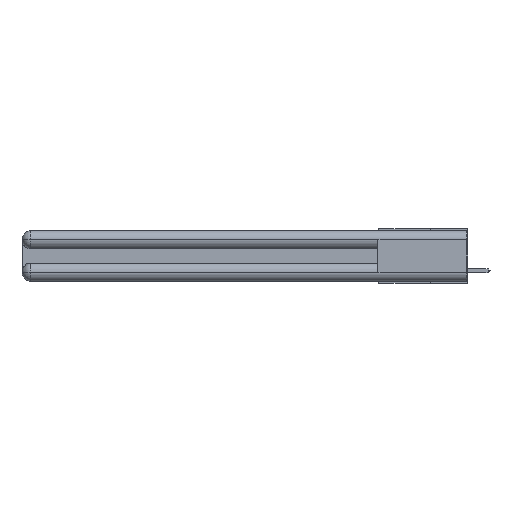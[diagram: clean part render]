
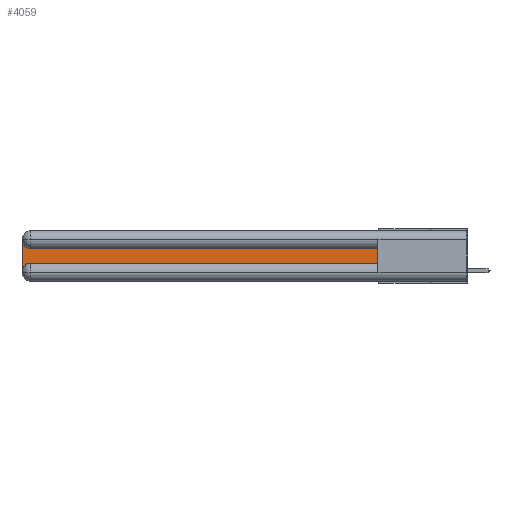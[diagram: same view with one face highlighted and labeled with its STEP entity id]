
A CAD part, left-side view. The second image highlights one B-rep face of the part: STEP entity #4059.
In plain terms, the highlighted planar face has unit normal (-1, 0, 0).
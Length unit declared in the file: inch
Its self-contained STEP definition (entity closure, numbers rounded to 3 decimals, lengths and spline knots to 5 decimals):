
#61 = VERTEX_POINT ( 'NONE', #18060 ) ;
#398 = VECTOR ( 'NONE', #9194, 39.37008 ) ;
#427 = CIRCLE ( 'NONE', #2819, 0.06 ) ;
#558 = DIRECTION ( 'NONE',  ( 1., 0., 0. ) ) ;
#589 = EDGE_CURVE ( 'NONE', #8827, #6548, #15118, .T. ) ;
#999 = DIRECTION ( 'NONE',  ( 0., 0., -1. ) ) ;
#1924 = ORIENTED_EDGE ( 'NONE', *, *, #2511, .T. ) ;
#2041 = VECTOR ( 'NONE', #999, 39.37008 ) ;
#2184 = DIRECTION ( 'NONE',  ( 0., -1., 0. ) ) ;
#2511 = EDGE_CURVE ( 'NONE', #26500, #61, #9232, .T. ) ;
#2819 = AXIS2_PLACEMENT_3D ( 'NONE', #9910, #18091, #5801 ) ;
#3084 = LINE ( 'NONE', #26882, #5696 ) ;
#3456 = CARTESIAN_POINT ( 'NONE',  ( 0.075, 3., -0.0625 ) ) ;
#4059 = ADVANCED_FACE ( 'NONE', ( #6851 ), #24276, .F. ) ;
#4399 = ORIENTED_EDGE ( 'NONE', *, *, #12534, .T. ) ;
#4939 = DIRECTION ( 'NONE',  ( 0., 1., 0. ) ) ;
#5696 = VECTOR ( 'NONE', #4939, 39.37008 ) ;
#5801 = DIRECTION ( 'NONE',  ( 0., 0., -1. ) ) ;
#6364 = VERTEX_POINT ( 'NONE', #22130 ) ;
#6548 = VERTEX_POINT ( 'NONE', #24572 ) ;
#6851 = FACE_OUTER_BOUND ( 'NONE', #12102, .T. ) ;
#8643 = CARTESIAN_POINT ( 'NONE',  ( 0.075, 3., -0.2175 ) ) ;
#8827 = VERTEX_POINT ( 'NONE', #3456 ) ;
#9194 = DIRECTION ( 'NONE',  ( 0., 0., 1. ) ) ;
#9232 = LINE ( 'NONE', #24775, #26290 ) ;
#9504 = AXIS2_PLACEMENT_3D ( 'NONE', #15757, #18241, #20054 ) ;
#9910 = CARTESIAN_POINT ( 'NONE',  ( 0.075, 2.94, -0.0625 ) ) ;
#12102 = EDGE_LOOP ( 'NONE', ( #18613, #17658, #17754, #4399, #1924, #14568 ) ) ;
#12344 = EDGE_CURVE ( 'NONE', #6364, #25427, #3084, .T. ) ;
#12534 = EDGE_CURVE ( 'NONE', #6548, #26500, #24692, .T. ) ;
#12822 = LINE ( 'NONE', #25804, #398 ) ;
#13606 = EDGE_CURVE ( 'NONE', #61, #6364, #12822, .T. ) ;
#14568 = ORIENTED_EDGE ( 'NONE', *, *, #13606, .T. ) ;
#15118 = LINE ( 'NONE', #8643, #2041 ) ;
#15619 = AXIS2_PLACEMENT_3D ( 'NONE', #23242, #558, #21307 ) ;
#15757 = CARTESIAN_POINT ( 'NONE',  ( 0.075, 3., -0.1225 ) ) ;
#17658 = ORIENTED_EDGE ( 'NONE', *, *, #21806, .T. ) ;
#17754 = ORIENTED_EDGE ( 'NONE', *, *, #589, .T. ) ;
#18060 = CARTESIAN_POINT ( 'NONE',  ( 0.075, 0.6, -0.2175 ) ) ;
#18091 = DIRECTION ( 'NONE',  ( 1., 0., 0. ) ) ;
#18241 = DIRECTION ( 'NONE',  ( 1., 0., 0. ) ) ;
#18613 = ORIENTED_EDGE ( 'NONE', *, *, #12344, .T. ) ;
#20054 = DIRECTION ( 'NONE',  ( 0., 0., -1. ) ) ;
#21307 = DIRECTION ( 'NONE',  ( 0., 0., -1. ) ) ;
#21806 = EDGE_CURVE ( 'NONE', #25427, #8827, #427, .T. ) ;
#22130 = CARTESIAN_POINT ( 'NONE',  ( 0.075, 0.6, -0.1225 ) ) ;
#22381 = CARTESIAN_POINT ( 'NONE',  ( 0.075, 2.94, -0.2175 ) ) ;
#23242 = CARTESIAN_POINT ( 'NONE',  ( 0.075, 2.94, -0.2775 ) ) ;
#24276 = PLANE ( 'NONE',  #9504 ) ;
#24534 = CARTESIAN_POINT ( 'NONE',  ( 0.075, 2.94, -0.1225 ) ) ;
#24572 = CARTESIAN_POINT ( 'NONE',  ( 0.075, 3., -0.2775 ) ) ;
#24692 = CIRCLE ( 'NONE', #15619, 0.06 ) ;
#24775 = CARTESIAN_POINT ( 'NONE',  ( 0.075, 0.6, -0.2175 ) ) ;
#25427 = VERTEX_POINT ( 'NONE', #24534 ) ;
#25804 = CARTESIAN_POINT ( 'NONE',  ( 0.075, 0.6, -0.2175 ) ) ;
#26290 = VECTOR ( 'NONE', #2184, 39.37008 ) ;
#26500 = VERTEX_POINT ( 'NONE', #22381 ) ;
#26882 = CARTESIAN_POINT ( 'NONE',  ( 0.075, 0.6, -0.1225 ) ) ;
